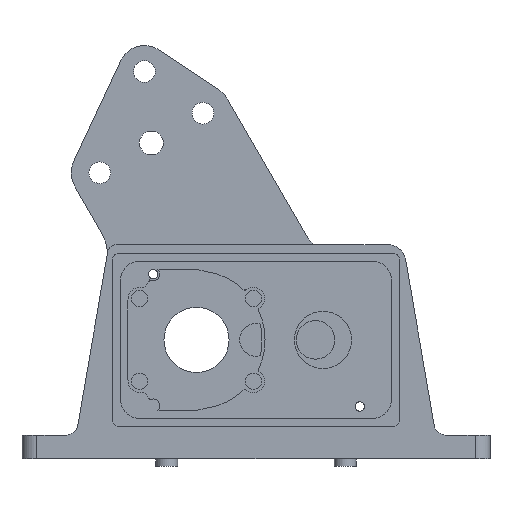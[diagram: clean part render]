
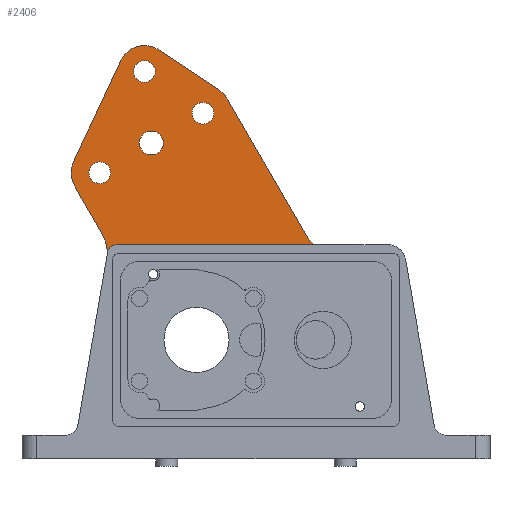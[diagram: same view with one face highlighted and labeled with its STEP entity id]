
A CAD part, front view. The second image highlights one B-rep face of the part: STEP entity #2406.
In plain terms, the highlighted planar face has unit normal (0, -1, 0).
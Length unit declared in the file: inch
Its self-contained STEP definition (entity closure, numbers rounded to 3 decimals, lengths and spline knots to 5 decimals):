
#89=FACE_BOUND('',#421,.T.);
#90=FACE_BOUND('',#422,.T.);
#91=FACE_BOUND('',#423,.T.);
#92=FACE_BOUND('',#424,.T.);
#144=PLANE('',#2642);
#269=FACE_OUTER_BOUND('',#420,.T.);
#420=EDGE_LOOP('',(#2115,#2116,#2117,#2118,#2119,#2120,#2121,#2122,#2123,
#2124,#2125));
#421=EDGE_LOOP('',(#2126));
#422=EDGE_LOOP('',(#2127));
#423=EDGE_LOOP('',(#2128));
#424=EDGE_LOOP('',(#2129));
#447=LINE('',#3360,#636);
#492=LINE('',#3710,#681);
#497=LINE('',#3723,#686);
#503=LINE('',#3739,#692);
#621=LINE('',#4423,#810);
#636=VECTOR('',#2692,0.3937);
#681=VECTOR('',#2853,0.3937);
#686=VECTOR('',#2868,0.3937);
#692=VECTOR('',#2886,0.3937);
#810=VECTOR('',#3290,0.3937);
#819=CIRCLE('',#2420,0.1);
#859=CIRCLE('',#2479,0.1);
#868=CIRCLE('',#2491,0.21772);
#869=CIRCLE('',#2493,0.091);
#870=CIRCLE('',#2496,0.239);
#939=CIRCLE('',#2641,0.075);
#940=CIRCLE('',#2643,0.239);
#941=CIRCLE('',#2644,0.4);
#942=CIRCLE('',#2645,0.091);
#943=CIRCLE('',#2646,0.091);
#945=VERTEX_POINT('',#3324);
#960=VERTEX_POINT('',#3357);
#961=VERTEX_POINT('',#3359);
#1017=VERTEX_POINT('',#3671);
#1034=VERTEX_POINT('',#3708);
#1035=VERTEX_POINT('',#3709);
#1036=VERTEX_POINT('',#3714);
#1037=VERTEX_POINT('',#3718);
#1038=VERTEX_POINT('',#3722);
#1042=VERTEX_POINT('',#3738);
#1171=VERTEX_POINT('',#4416);
#1172=VERTEX_POINT('',#4420);
#1173=VERTEX_POINT('',#4422);
#1174=VERTEX_POINT('',#4425);
#1175=VERTEX_POINT('',#4427);
#1178=EDGE_CURVE('',#945,#945,#819,.T.);
#1194=EDGE_CURVE('',#960,#961,#447,.T.);
#1266=EDGE_CURVE('',#961,#1017,#859,.T.);
#1284=EDGE_CURVE('',#1034,#1035,#492,.T.);
#1287=EDGE_CURVE('',#1035,#1036,#868,.T.);
#1289=EDGE_CURVE('',#1037,#1037,#869,.T.);
#1291=EDGE_CURVE('',#1036,#1038,#497,.T.);
#1293=EDGE_CURVE('',#1034,#960,#870,.T.);
#1299=EDGE_CURVE('',#1042,#1017,#503,.T.);
#1511=EDGE_CURVE('',#1171,#1042,#939,.T.);
#1513=EDGE_CURVE('',#1172,#1038,#940,.T.);
#1514=EDGE_CURVE('',#1173,#1172,#621,.T.);
#1515=EDGE_CURVE('',#1171,#1173,#941,.T.);
#1516=EDGE_CURVE('',#1174,#1174,#942,.T.);
#1517=EDGE_CURVE('',#1175,#1175,#943,.T.);
#2115=ORIENTED_EDGE('',*,*,#1194,.F.);
#2116=ORIENTED_EDGE('',*,*,#1293,.F.);
#2117=ORIENTED_EDGE('',*,*,#1284,.T.);
#2118=ORIENTED_EDGE('',*,*,#1287,.T.);
#2119=ORIENTED_EDGE('',*,*,#1291,.T.);
#2120=ORIENTED_EDGE('',*,*,#1513,.F.);
#2121=ORIENTED_EDGE('',*,*,#1514,.F.);
#2122=ORIENTED_EDGE('',*,*,#1515,.F.);
#2123=ORIENTED_EDGE('',*,*,#1511,.T.);
#2124=ORIENTED_EDGE('',*,*,#1299,.T.);
#2125=ORIENTED_EDGE('',*,*,#1266,.F.);
#2126=ORIENTED_EDGE('',*,*,#1178,.T.);
#2127=ORIENTED_EDGE('',*,*,#1289,.T.);
#2128=ORIENTED_EDGE('',*,*,#1516,.F.);
#2129=ORIENTED_EDGE('',*,*,#1517,.F.);
#2406=ADVANCED_FACE('',(#269,#89,#90,#91,#92),#144,.T.);
#2420=AXIS2_PLACEMENT_3D('',#3326,#2662,#2663);
#2479=AXIS2_PLACEMENT_3D('',#3672,#2822,#2823);
#2491=AXIS2_PLACEMENT_3D('',#3715,#2858,#2859);
#2493=AXIS2_PLACEMENT_3D('',#3719,#2863,#2864);
#2496=AXIS2_PLACEMENT_3D('',#3726,#2872,#2873);
#2641=AXIS2_PLACEMENT_3D('',#4417,#3283,#3284);
#2642=AXIS2_PLACEMENT_3D('',#4419,#3286,#3287);
#2643=AXIS2_PLACEMENT_3D('',#4421,#3288,#3289);
#2644=AXIS2_PLACEMENT_3D('',#4424,#3291,#3292);
#2645=AXIS2_PLACEMENT_3D('',#4426,#3293,#3294);
#2646=AXIS2_PLACEMENT_3D('',#4428,#3295,#3296);
#2662=DIRECTION('center_axis',(0.,1.,0.));
#2663=DIRECTION('ref_axis',(-1.,0.,0.));
#2692=DIRECTION('',(0.5,0.,-0.866));
#2822=DIRECTION('center_axis',(0.,-1.,0.));
#2823=DIRECTION('ref_axis',(-0.866,0.,-0.5));
#2853=DIRECTION('',(-0.834,0.,0.552));
#2858=DIRECTION('center_axis',(0.,-1.,0.));
#2859=DIRECTION('ref_axis',(-1.,0.,0.));
#2863=DIRECTION('center_axis',(0.,1.,0.));
#2864=DIRECTION('ref_axis',(-1.,0.,0.));
#2868=DIRECTION('',(-0.424,0.,-0.906));
#2872=DIRECTION('center_axis',(0.,1.,0.));
#2873=DIRECTION('ref_axis',(0.866,0.,0.5));
#2886=DIRECTION('',(1.,0.,0.));
#3283=DIRECTION('center_axis',(0.,1.,0.));
#3284=DIRECTION('ref_axis',(0.,0.,
1.));
#3286=DIRECTION('center_axis',(0.,-1.,0.));
#3287=DIRECTION('ref_axis',(-1.,0.,0.));
#3288=DIRECTION('center_axis',(0.,1.,0.));
#3289=DIRECTION('ref_axis',(-0.5,0.,0.866));
#3290=DIRECTION('',(-0.5,0.,0.866));
#3291=DIRECTION('center_axis',(0.,-1.,0.));
#3292=DIRECTION('ref_axis',(0.997,0.,0.075));
#3293=DIRECTION('center_axis',(0.,-1.,0.));
#3294=DIRECTION('ref_axis',(-1.,0.,0.));
#3295=DIRECTION('center_axis',(0.,-1.,0.));
#3296=DIRECTION('ref_axis',(-1.,0.,0.));
#3324=CARTESIAN_POINT('',(-4.27942,11.5964,3.03835));
#3326=CARTESIAN_POINT('Origin',(-4.37942,11.5964,3.03835));
#3357=CARTESIAN_POINT('',(-3.73943,11.5964,3.40785));
#3359=CARTESIAN_POINT('',(-3.06137,11.5964,2.2334));
#3360=CARTESIAN_POINT('',(-3.06137,11.5964,2.2334));
#3671=CARTESIAN_POINT('',(-2.97476,11.5964,2.1834));
#3672=CARTESIAN_POINT('Origin',(-2.97476,11.5964,2.2834));
#3708=CARTESIAN_POINT('',(-3.81438,11.5964,3.48757));
#3709=CARTESIAN_POINT('',(-4.32068,11.5964,3.82312));
#3710=CARTESIAN_POINT('',(-4.25224,11.5964,3.77776));
#3714=CARTESIAN_POINT('',(-4.63514,11.5964,3.73187));
#3715=CARTESIAN_POINT('Origin',(-4.43792,11.5964,3.63966));
#3718=CARTESIAN_POINT('',(-4.34692,11.5964,3.63966));
#3719=CARTESIAN_POINT('Origin',(-4.43792,11.5964,3.63966));
#3722=CARTESIAN_POINT('',(-5.02894,11.5964,2.88957));
#3723=CARTESIAN_POINT('',(-4.88165,11.5964,3.20462));
#3726=CARTESIAN_POINT('Origin',(-3.94641,11.5964,3.28835));
#3738=CARTESIAN_POINT('',(-4.67269,11.5964,2.1834));
#3739=CARTESIAN_POINT('',(-4.34289,11.5964,2.1834));
#4416=CARTESIAN_POINT('',(-4.74709,11.5964,2.11787));
#4417=CARTESIAN_POINT('Origin',(-4.67269,11.5964,2.1084));
#4419=CARTESIAN_POINT('Origin',(-4.0131,11.5964,2.82261));
#4420=CARTESIAN_POINT('',(-5.01942,11.5964,2.66885));
#4421=CARTESIAN_POINT('Origin',(-4.81244,11.5964,2.78835));
#4422=CARTESIAN_POINT('',(-4.79956,11.5964,2.28805));
#4423=CARTESIAN_POINT('',(-5.01942,11.5964,2.66885));
#4424=CARTESIAN_POINT('Origin',(-5.14597,11.5964,2.08805));
#4425=CARTESIAN_POINT('',(-4.72144,11.5964,2.78835));
#4426=CARTESIAN_POINT('Origin',(-4.81244,11.5964,2.78835));
#4427=CARTESIAN_POINT('',(-3.85541,11.5964,3.28835));
#4428=CARTESIAN_POINT('Origin',(-3.94641,11.5964,3.28835));
